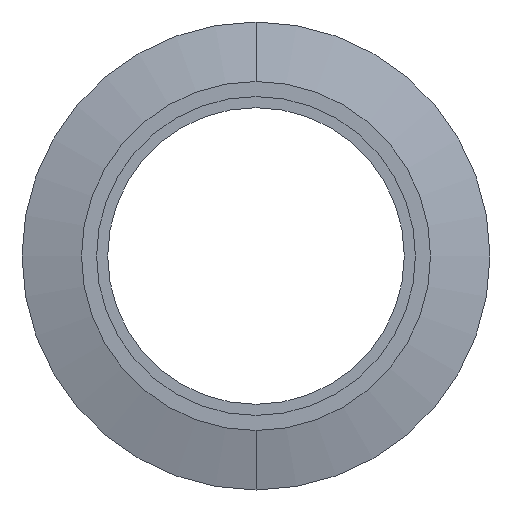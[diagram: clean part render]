
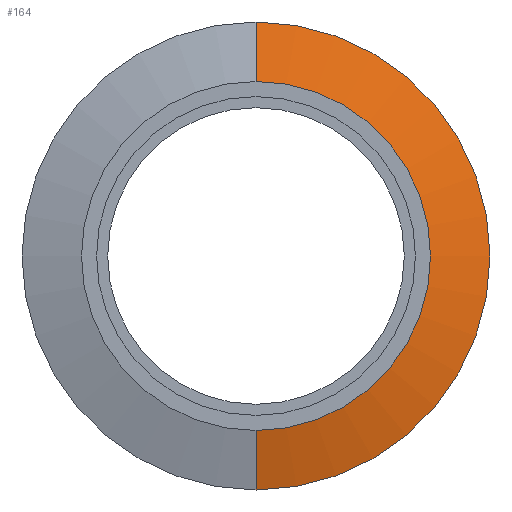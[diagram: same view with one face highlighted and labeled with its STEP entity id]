
A CAD part, front view. The second image highlights one B-rep face of the part: STEP entity #164.
In plain terms, the highlighted conical face has half-angle 75 degrees and reference radius 27.94 mm.
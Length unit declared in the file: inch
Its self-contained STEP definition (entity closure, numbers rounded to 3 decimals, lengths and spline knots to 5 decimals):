
#1 = LINE ( 'NONE', #107, #5 ) ;
#5 = VECTOR ( 'NONE', #474, 39.37008 ) ;
#18 = DIRECTION ( 'NONE',  ( 0., 0., 1. ) ) ;
#20 = ORIENTED_EDGE ( 'NONE', *, *, #178, .T. ) ;
#31 = VECTOR ( 'NONE', #417, 39.37008 ) ;
#40 = AXIS2_PLACEMENT_3D ( 'NONE', #83, #288, #18 ) ;
#55 = DIRECTION ( 'NONE',  ( 0., 0., 1. ) ) ;
#73 = VERTEX_POINT ( 'NONE', #322 ) ;
#83 = CARTESIAN_POINT ( 'NONE',  ( 0., -0.12, 0. ) ) ;
#89 = VERTEX_POINT ( 'NONE', #295 ) ;
#107 = CARTESIAN_POINT ( 'NONE',  ( 0., -0.22048, -1.1 ) ) ;
#112 = EDGE_CURVE ( 'NONE', #89, #73, #201, .T. ) ;
#129 = CONICAL_SURFACE ( 'NONE', #401, 1.1, 1.309 ) ;
#133 = CARTESIAN_POINT ( 'NONE',  ( 0., -0.22048, 0. ) ) ;
#164 = ADVANCED_FACE ( 'NONE', ( #319 ), #129, .T. ) ;
#178 = EDGE_CURVE ( 'NONE', #73, #414, #1, .T. ) ;
#180 = VERTEX_POINT ( 'NONE', #482 ) ;
#201 = CIRCLE ( 'NONE', #481, 1.1 ) ;
#205 = CIRCLE ( 'NONE', #40, 1.475 ) ;
#233 = EDGE_LOOP ( 'NONE', ( #292, #20, #405, #330 ) ) ;
#257 = CARTESIAN_POINT ( 'NONE',  ( 0., -0.22048, 0. ) ) ;
#260 = DIRECTION ( 'NONE',  ( 0., 1., 0. ) ) ;
#278 = LINE ( 'NONE', #346, #31 ) ;
#287 = EDGE_CURVE ( 'NONE', #89, #180, #278, .T. ) ;
#288 = DIRECTION ( 'NONE',  ( 0., 1., 0. ) ) ;
#292 = ORIENTED_EDGE ( 'NONE', *, *, #112, .T. ) ;
#295 = CARTESIAN_POINT ( 'NONE',  ( 0., -0.22048, 1.1 ) ) ;
#298 = EDGE_CURVE ( 'NONE', #180, #414, #205, .T. ) ;
#319 = FACE_OUTER_BOUND ( 'NONE', #233, .T. ) ;
#322 = CARTESIAN_POINT ( 'NONE',  ( 0., -0.22048, -1.1 ) ) ;
#330 = ORIENTED_EDGE ( 'NONE', *, *, #287, .F. ) ;
#346 = CARTESIAN_POINT ( 'NONE',  ( 0., -0.22048, 1.1 ) ) ;
#392 = DIRECTION ( 'NONE',  ( 0., 0., 1. ) ) ;
#401 = AXIS2_PLACEMENT_3D ( 'NONE', #133, #426, #392 ) ;
#405 = ORIENTED_EDGE ( 'NONE', *, *, #298, .F. ) ;
#414 = VERTEX_POINT ( 'NONE', #470 ) ;
#417 = DIRECTION ( 'NONE',  ( 0., 0.259, 0.966 ) ) ;
#426 = DIRECTION ( 'NONE',  ( 0., 1., 0. ) ) ;
#470 = CARTESIAN_POINT ( 'NONE',  ( 0., -0.12, -1.475 ) ) ;
#474 = DIRECTION ( 'NONE',  ( 0., 0.259, -0.966 ) ) ;
#481 = AXIS2_PLACEMENT_3D ( 'NONE', #257, #260, #55 ) ;
#482 = CARTESIAN_POINT ( 'NONE',  ( 0., -0.12, 1.475 ) ) ;
